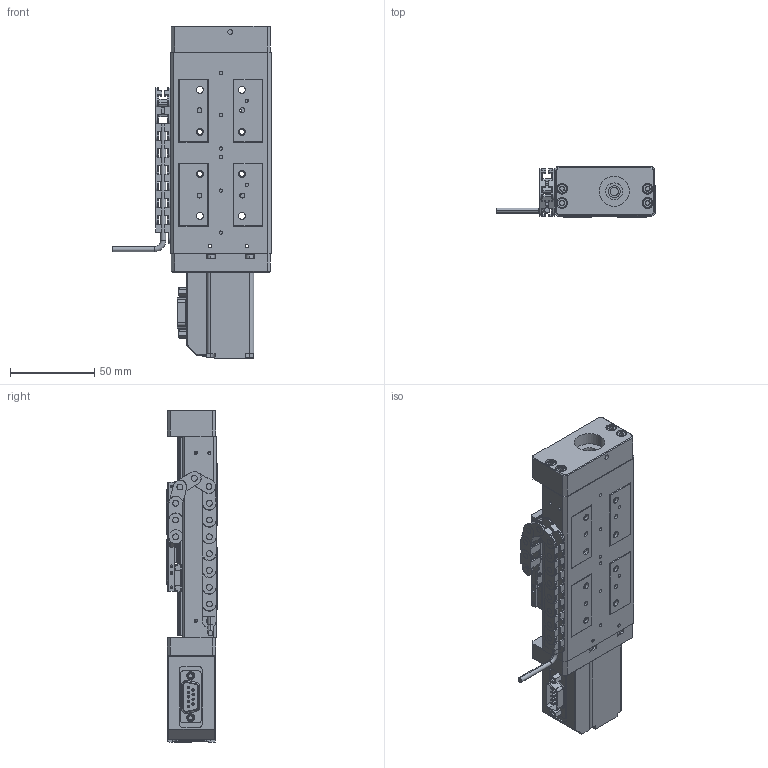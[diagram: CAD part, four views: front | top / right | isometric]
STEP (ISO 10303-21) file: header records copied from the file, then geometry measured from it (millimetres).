
FILE_DESCRIPTION (( 'STEP AP214' ), '1' );
FILE_NAME ('PPS-60-42X10.STEP', '2023-03-02T00:47:46', ( '' ), ( '' ), 'SwSTEP 2.0', 'SolidWorks 2020', '' );
FILE_SCHEMA (( 'AUTOMOTIVE_DESIGN' ));
Length unit declared in the file: millimetre
Products named in the file (23): 110152 Stepper Motor, Size 11, Lin; 130008 D-sub Standoff; SCREW, MS-PPH, M-JCIS_M2 x 0.4 x 6mm; 110006-109 Connector D-sub Male SC; 430602 PPS-60, END PLATE, BEARING SIDE_cover 4; IGUS chain, end link; Cable Chain exit cable_CL, VAC, ENC CABLE; SCREW, SHCS-S, M-DIN_M3 x 0.5 x 12mm; 430559 PPS-60, Carriage, L65mm; 430601 PPS-60, END PLATE, MOTOR SIDE_cover 4; PPS-60-42X10; SCREW, SHCS-S, M-DIN_M2.5 x 0.45 x 12mm; 130174 Bearing Slide Rail, PPS-60_050mm; Dowel Pin, M-DIN_M01.5 x 005; SCREW, SHCS-S, M-DIN_M2.5 x 0.45 x 14mm; 430562 PPS-60, Cable Clamp, Carriage; 430604 PPS-60, EXTERNAL MOTOR COVER; PPS-60, Base, Master Part_050mm; IGUS chain link; IGUS chain, PPS-60_050mm; SCREW, SHCS-S, M-DIN_M2 x 0.4 x 03mm; SCREW, MS-PPH, M-JCIS_M1.6 x 0.35 x 4mm; 130174 PPS-60, Bearing Block
Assembly tree (77 placements, depth 3):
  PPS-60-42X10
    PPS-60, Base, Master Part_050mm
    430559 PPS-60, Carriage, L65mm
    430562 PPS-60, Cable Clamp, Carriage
    SCREW, SHCS-S, M-DIN_M3 x 0.5 x 12mm  x8
    SCREW, MS-PPH, M-JCIS_M1.6 x 0.35 x 4mm  x4
    SCREW, SHCS-S, M-DIN_M2 x 0.4 x 03mm  x8
    Dowel Pin, M-DIN_M01.5 x 005  x4
    130174 PPS-60, Bearing Block  x4
    130174 Bearing Slide Rail, PPS-60_050mm  x2
    SCREW, MS-PPH, M-JCIS_M2 x 0.4 x 6mm  x16
    110152 Stepper Motor, Size 11, Lin
    SCREW, SHCS-S, M-DIN_M2.5 x 0.45 x 14mm  x4
    430602 PPS-60, END PLATE, BEARING SIDE_cover 4
    430601 PPS-60, END PLATE, MOTOR SIDE_cover 4
    430604 PPS-60, EXTERNAL MOTOR COVER
    110006-109 Connector D-sub Male SC
    130008 D-sub Standoff  x2
    SCREW, SHCS-S, M-DIN_M2.5 x 0.45 x 12mm  x2
    IGUS chain, PPS-60_050mm
      IGUS chain, end link
      IGUS chain link  x12
    Cable Chain exit cable_CL, VAC, ENC CABLE
Bounding box: 94.35 x 30 x 197.6 mm (x, y, z)
Volume: 184082.9 mm3; surface area: 91854.4 mm2
Topology: 76 solids, 76 shells, 3915 faces, 9557 edges, 5995 vertices
Faces by surface type: plane 2054, cylinder 1210, torus 340, cone 309, bspline 2
Entity records: 55489 total; most frequent: DIRECTION 9509, CARTESIAN_POINT 9272, ORIENTED_EDGE 8460, EDGE_CURVE 4230, AXIS2_PLACEMENT_3D 3551, VERTEX_POINT 2728, VECTOR 2407, LINE 2407
